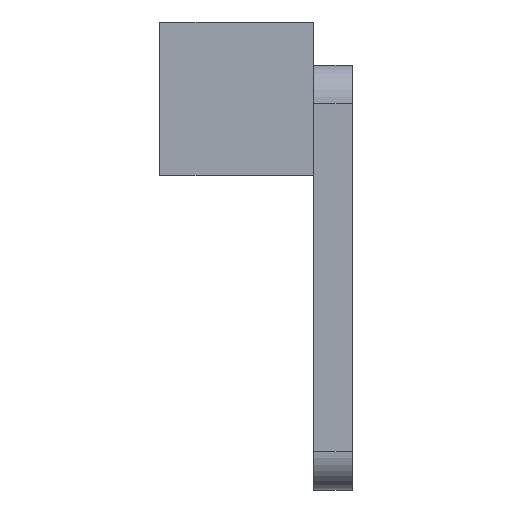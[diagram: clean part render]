
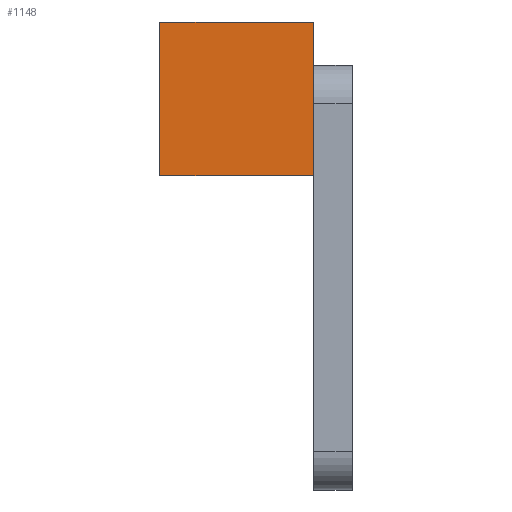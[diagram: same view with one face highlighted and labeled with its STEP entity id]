
A CAD part, left-side view. The second image highlights one B-rep face of the part: STEP entity #1148.
In plain terms, the highlighted planar face has unit normal (-1, 0, 0).
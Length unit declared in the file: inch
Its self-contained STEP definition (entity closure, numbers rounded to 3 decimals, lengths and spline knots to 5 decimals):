
#75 = ORIENTED_EDGE ( 'NONE', *, *, #305, .T. ) ;
#103 = VECTOR ( 'NONE', #2527, 39.37008 ) ;
#222 = CARTESIAN_POINT ( 'NONE',  ( -19.625, 0.625, 0.83 ) ) ;
#290 = ORIENTED_EDGE ( 'NONE', *, *, #3165, .F. ) ;
#305 = EDGE_CURVE ( 'NONE', #2540, #2369, #859, .T. ) ;
#574 = EDGE_CURVE ( 'NONE', #897, #2540, #1239, .T. ) ;
#658 = CARTESIAN_POINT ( 'NONE',  ( -19.625, 0.625, 0.33 ) ) ;
#751 = DIRECTION ( 'NONE',  ( 0., 0., 1. ) ) ;
#859 = LINE ( 'NONE', #1349, #3445 ) ;
#897 = VERTEX_POINT ( 'NONE', #658 ) ;
#1148 = ADVANCED_FACE ( 'NONE', ( #1847 ), #2556, .F. ) ;
#1239 = LINE ( 'NONE', #2802, #2034 ) ;
#1327 = EDGE_LOOP ( 'NONE', ( #75, #2327, #290, #1736 ) ) ;
#1349 = CARTESIAN_POINT ( 'NONE',  ( -19.625, 0.125, 0.33 ) ) ;
#1434 = DIRECTION ( 'NONE',  ( 0., 0., -1. ) ) ;
#1471 = CARTESIAN_POINT ( 'NONE',  ( -19.625, 0.625, 0.83 ) ) ;
#1642 = DIRECTION ( 'NONE',  ( 0., -1., 0. ) ) ;
#1726 = LINE ( 'NONE', #2655, #2440 ) ;
#1736 = ORIENTED_EDGE ( 'NONE', *, *, #574, .T. ) ;
#1847 = FACE_OUTER_BOUND ( 'NONE', #1327, .T. ) ;
#2034 = VECTOR ( 'NONE', #1642, 39.37008 ) ;
#2135 = DIRECTION ( 'NONE',  ( 0., 0., 1. ) ) ;
#2148 = LINE ( 'NONE', #1471, #103 ) ;
#2178 = CARTESIAN_POINT ( 'NONE',  ( -19.625, 0.125, 0.83 ) ) ;
#2210 = DIRECTION ( 'NONE',  ( 1., 0., 0. ) ) ;
#2327 = ORIENTED_EDGE ( 'NONE', *, *, #2565, .F. ) ;
#2350 = VERTEX_POINT ( 'NONE', #222 ) ;
#2369 = VERTEX_POINT ( 'NONE', #2178 ) ;
#2440 = VECTOR ( 'NONE', #751, 39.37008 ) ;
#2527 = DIRECTION ( 'NONE',  ( 0., -1., 0. ) ) ;
#2540 = VERTEX_POINT ( 'NONE', #3386 ) ;
#2541 = AXIS2_PLACEMENT_3D ( 'NONE', #2835, #2210, #1434 ) ;
#2556 = PLANE ( 'NONE',  #2541 ) ;
#2565 = EDGE_CURVE ( 'NONE', #2350, #2369, #2148, .T. ) ;
#2655 = CARTESIAN_POINT ( 'NONE',  ( -19.625, 0.625, 0.33 ) ) ;
#2802 = CARTESIAN_POINT ( 'NONE',  ( -19.625, 0.625, 0.33 ) ) ;
#2835 = CARTESIAN_POINT ( 'NONE',  ( -19.625, 0.625, 0.33 ) ) ;
#3165 = EDGE_CURVE ( 'NONE', #897, #2350, #1726, .T. ) ;
#3386 = CARTESIAN_POINT ( 'NONE',  ( -19.625, 0.125, 0.33 ) ) ;
#3445 = VECTOR ( 'NONE', #2135, 39.37008 ) ;
